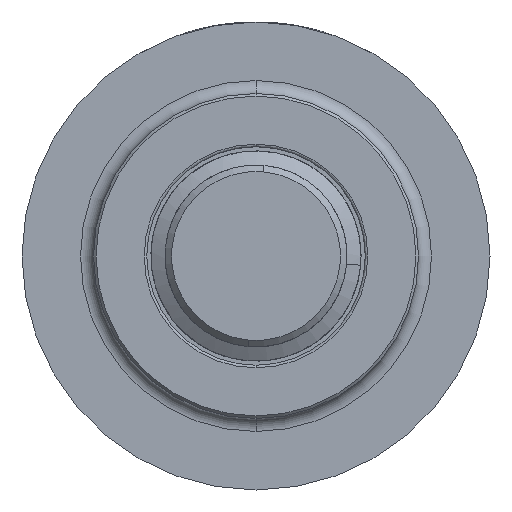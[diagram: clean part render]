
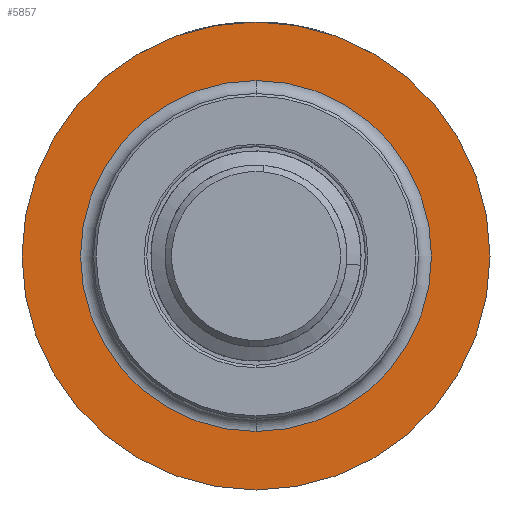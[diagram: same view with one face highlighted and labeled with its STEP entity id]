
A CAD part, front view. The second image highlights one B-rep face of the part: STEP entity #5857.
In plain terms, the highlighted planar face has unit normal (0, -1, 0).
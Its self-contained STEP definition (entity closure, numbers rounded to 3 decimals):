
#212 = VERTEX_POINT ( 'NONE', #4106 ) ;
#404 = DIRECTION ( 'NONE',  ( 0., -1., 0. ) ) ;
#412 = EDGE_LOOP ( 'NONE', ( #6820, #2873 ) ) ;
#603 = DIRECTION ( 'NONE',  ( 0., -1., 0. ) ) ;
#740 = ORIENTED_EDGE ( 'NONE', *, *, #3126, .T. ) ;
#965 = DIRECTION ( 'NONE',  ( 0., -1., 0. ) ) ;
#1024 = FACE_BOUND ( 'NONE', #412, .T. ) ;
#1025 = DIRECTION ( 'NONE',  ( 0., 0., -1. ) ) ;
#1136 = CARTESIAN_POINT ( 'NONE',  ( 13.5, 4.42, 0. ) ) ;
#1210 = FACE_OUTER_BOUND ( 'NONE', #7163, .T. ) ;
#1399 = CIRCLE ( 'NONE', #5172, 13.5 ) ;
#1441 = CARTESIAN_POINT ( 'NONE',  ( 0., 4.42, 0. ) ) ;
#1882 = VERTEX_POINT ( 'NONE', #3609 ) ;
#1893 = DIRECTION ( 'NONE',  ( 0., -1., 0. ) ) ;
#2083 = DIRECTION ( 'NONE',  ( 0., -1., 0. ) ) ;
#2298 = CARTESIAN_POINT ( 'NONE',  ( 0., 4.42, 0. ) ) ;
#2630 = CIRCLE ( 'NONE', #3801, 18. ) ;
#2873 = ORIENTED_EDGE ( 'NONE', *, *, #6277, .F. ) ;
#2948 = AXIS2_PLACEMENT_3D ( 'NONE', #1136, #603, #5080 ) ;
#3036 = PLANE ( 'NONE',  #2948 ) ;
#3126 = EDGE_CURVE ( 'NONE', #4377, #1882, #4495, .T. ) ;
#3184 = DIRECTION ( 'NONE',  ( 0., 0., -1. ) ) ;
#3244 = AXIS2_PLACEMENT_3D ( 'NONE', #4099, #965, #5370 ) ;
#3609 = CARTESIAN_POINT ( 'NONE',  ( 0., 4.42, -18. ) ) ;
#3801 = AXIS2_PLACEMENT_3D ( 'NONE', #6866, #1893, #3184 ) ;
#4099 = CARTESIAN_POINT ( 'NONE',  ( 0., 4.42, 0. ) ) ;
#4106 = CARTESIAN_POINT ( 'NONE',  ( 0., 4.42, -13.5 ) ) ;
#4137 = ORIENTED_EDGE ( 'NONE', *, *, #7881, .T. ) ;
#4377 = VERTEX_POINT ( 'NONE', #5021 ) ;
#4386 = VERTEX_POINT ( 'NONE', #7056 ) ;
#4495 = CIRCLE ( 'NONE', #6169, 18. ) ;
#4504 = EDGE_CURVE ( 'NONE', #212, #4386, #6535, .T. ) ;
#5021 = CARTESIAN_POINT ( 'NONE',  ( 0., 4.42, 18. ) ) ;
#5080 = DIRECTION ( 'NONE',  ( 0., 0., -1. ) ) ;
#5172 = AXIS2_PLACEMENT_3D ( 'NONE', #2298, #404, #1025 ) ;
#5370 = DIRECTION ( 'NONE',  ( 0., 0., -1. ) ) ;
#5857 = ADVANCED_FACE ( 'NONE', ( #1210, #1024 ), #3036, .T. ) ;
#6169 = AXIS2_PLACEMENT_3D ( 'NONE', #1441, #2083, #7105 ) ;
#6277 = EDGE_CURVE ( 'NONE', #4386, #212, #1399, .T. ) ;
#6535 = CIRCLE ( 'NONE', #3244, 13.5 ) ;
#6820 = ORIENTED_EDGE ( 'NONE', *, *, #4504, .F. ) ;
#6866 = CARTESIAN_POINT ( 'NONE',  ( 0., 4.42, 0. ) ) ;
#7056 = CARTESIAN_POINT ( 'NONE',  ( 0., 4.42, 13.5 ) ) ;
#7105 = DIRECTION ( 'NONE',  ( 0., 0., -1. ) ) ;
#7163 = EDGE_LOOP ( 'NONE', ( #4137, #740 ) ) ;
#7881 = EDGE_CURVE ( 'NONE', #1882, #4377, #2630, .T. ) ;
